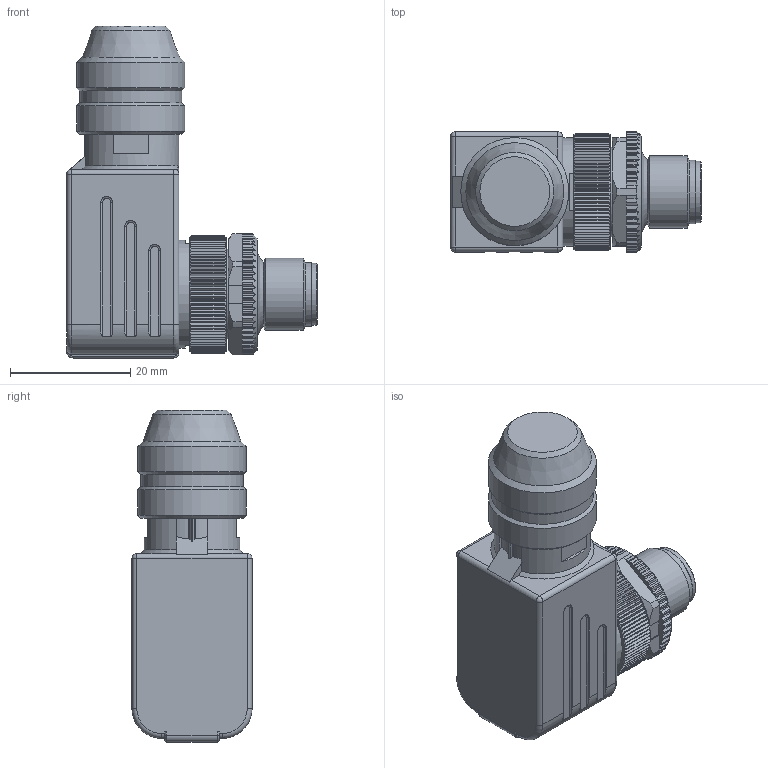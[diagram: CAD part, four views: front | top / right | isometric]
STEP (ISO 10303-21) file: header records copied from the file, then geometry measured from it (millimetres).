
FILE_DESCRIPTION(/* description */ (''),/* implementation_level */ '2;1');
FILE_NAME(/* name */ '99-1429-822-04_bg.stp',/* time_stamp */ '2010-03-03T14:53:06+01:00',/* author */ (''),/* organization */ (''),/* preprocessor_version */ 'ST-DEVELOPER v11',/* originating_system */ 'UGS - NX 5.0',/* authorisation */ '');
FILE_SCHEMA (('CONFIG_CONTROL_DESIGN'));
Length unit declared in the file: millimetre
Products named in the file (1): kbor119Dp8b2
Bounding box: 41.8 x 20.16 x 55.3 mm (x, y, z)
Volume: 20822.8 mm3; surface area: 6274.3 mm2
Topology: 1 solids, 1 shells, 893 faces, 2197 edges, 1310 vertices
Faces by surface type: plane 388, cylinder 265, cone 215, torus 15, sphere 8, bspline 2
Full cylindrical faces by diameter (mm): 1 x4, 8.3 x1, 10.3 x1, 10.6 x1, 12 x1, 15 x1, 17 x1, 18 x3
Entity records: 27825 total; most frequent: CARTESIAN_POINT 7793, ORIENTED_EDGE 4300, DIRECTION 3990, EDGE_CURVE 2150, AXIS2_PLACEMENT_3D 1578, VERTEX_POINT 1296, EDGE_LOOP 930, ADVANCED_FACE 893
